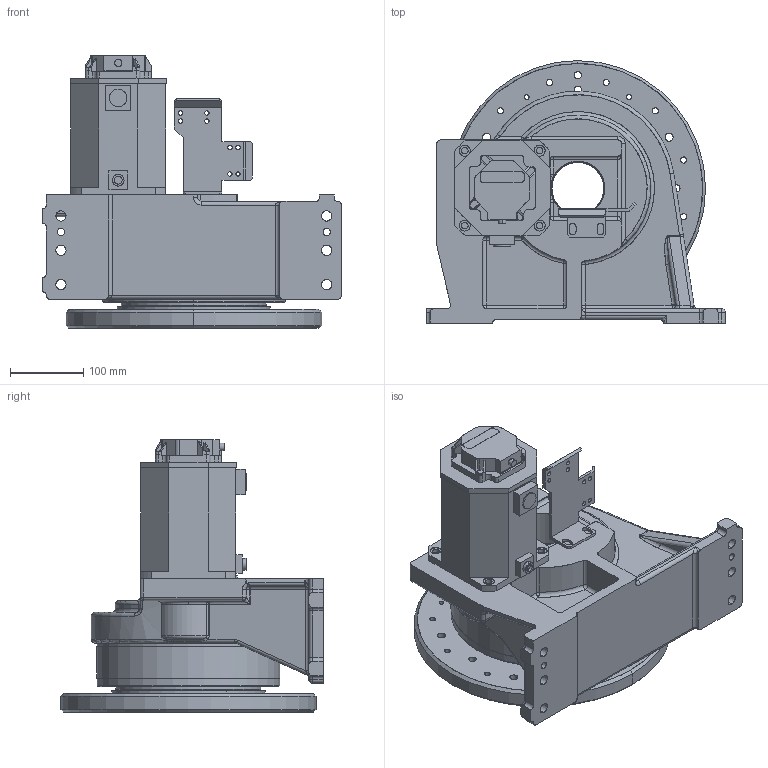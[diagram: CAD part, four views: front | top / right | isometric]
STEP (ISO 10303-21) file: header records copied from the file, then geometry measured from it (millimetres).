
FILE_DESCRIPTION(('FreeCAD Model'),'2;1');
FILE_NAME('Open CASCADE Shape Model','2025-05-02T13:17:54',('FreeCAD'),( 'FreeCAD'),'Open CASCADE STEP processor 7.6','FreeCAD','Unknown');
FILE_SCHEMA(('AUTOMOTIVE_DESIGN { 1 0 10303 214 1 1 1 1 }'));
Products named in the file (1): Open CASCADE STEP translator 7.6 1
Bounding box: 409 x 360 x 373.7 mm (x, y, z)
Surface area: 1049809.3 mm2 (no closed solid volume)
Topology: 0 solids, 595 shells, 595 faces, 3022 edges, 2986 vertices
Faces by surface type: cylinder 297, plane 202, bspline 31, sphere 25, torus 22, cone 18
Entity records: 52287 total; most frequent: CARTESIAN_POINT 29226, DIRECTION 4341, ORIENTED_EDGE 2993, EDGE_CURVE 2993, VERTEX_POINT 2984, LINE 1565, VECTOR 1565, AXIS2_PLACEMENT_3D 1388
